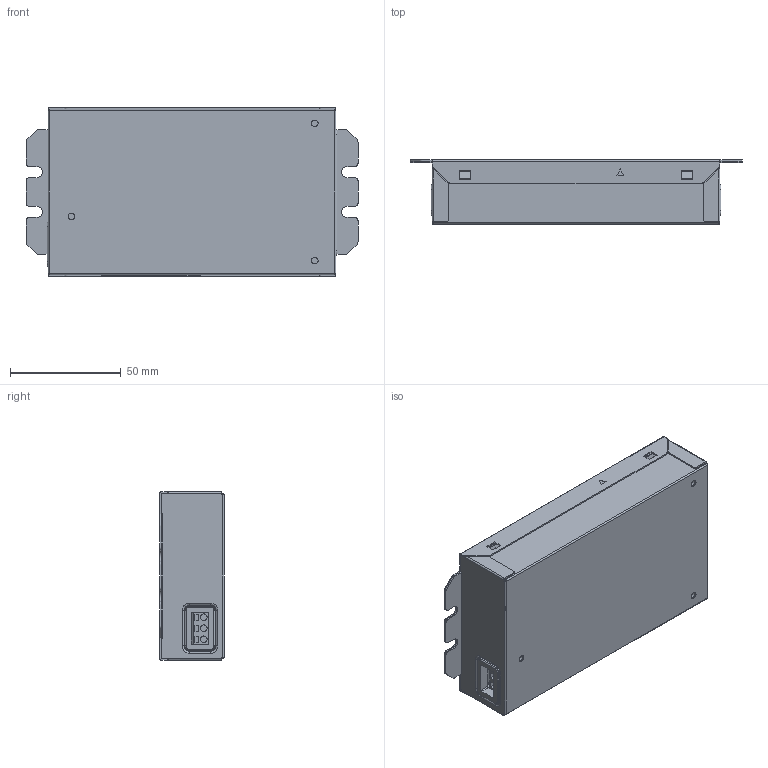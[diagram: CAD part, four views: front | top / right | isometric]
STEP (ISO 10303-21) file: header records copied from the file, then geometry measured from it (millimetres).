
FILE_DESCRIPTION((''),'2;1');
FILE_NAME('00-A6900_ASM','2017-09-30T',('Administrator'),(''),'PRO/ENGINEER BY PARAMETRIC TECHNOLOGY CORPORATION, 2007450','PRO/ENGINEER BY PARAMETRIC TECHNOLOGY CORPORATION, 2007450','');
FILE_SCHEMA(('CONFIG_CONTROL_DESIGN'));
Length unit declared in the file: millimetre
Products named in the file (14): PCB_A6662; TERMINAL_P5; 1018933; DG208-DEGSON; ANTENNA-4; 2112-1X10G00RB; PLACEMENT-A6662_ASM; TOP_COVER_A6900; BOTTOM_COVER_A6900; NFC_COVER-A6662; BUSH_COVER_IN_-A6900; BUSH_COVER_OUT-A6900; INSULATION_TRIP_A6900; 00-A6900_ASM
Assembly tree (13 placements, depth 3):
  00-A6900_ASM
    PLACEMENT-A6662_ASM
      PCB_A6662
      TERMINAL_P5
      1018933
      DG208-DEGSON
      ANTENNA-4
      2112-1X10G00RB
    TOP_COVER_A6900
    BOTTOM_COVER_A6900
    NFC_COVER-A6662
    BUSH_COVER_IN_-A6900
    BUSH_COVER_OUT-A6900
    INSULATION_TRIP_A6900
Bounding box: 150 x 29 x 76 mm (x, y, z)
Volume: 61835.8 mm3; surface area: 161997.7 mm2
Topology: 15 solids, 15 shells, 1788 faces, 4412 edges, 2830 vertices
Faces by surface type: plane 1222, cylinder 432, extrusion 100, bspline 22, torus 8, cone 4
Entity records: 54493 total; most frequent: CARTESIAN_POINT 11473, ORIENTED_EDGE 8824, DIRECTION 8470, EDGE_CURVE 4412, VECTOR 3400, LINE 3300, VERTEX_POINT 2830, AXIS2_PLACEMENT_3D 2535
